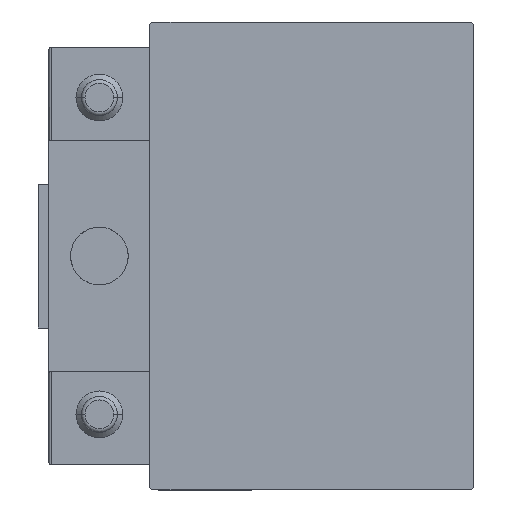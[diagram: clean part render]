
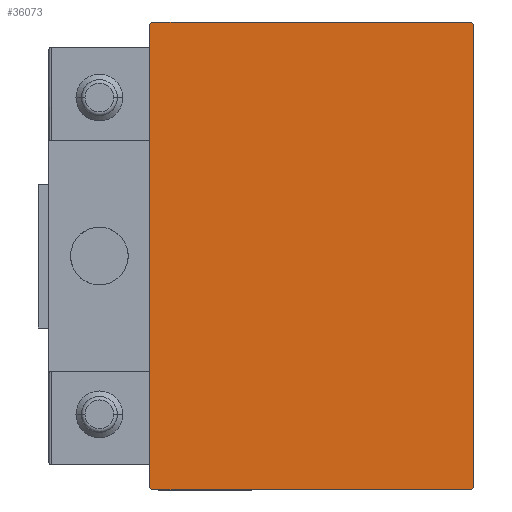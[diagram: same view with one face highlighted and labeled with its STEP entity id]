
A CAD part, left-side view. The second image highlights one B-rep face of the part: STEP entity #36073.
In plain terms, the highlighted face is planar.
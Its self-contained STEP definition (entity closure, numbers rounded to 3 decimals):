
#139 = VERTEX_POINT ( 'NONE', #37543 ) ;
#234 = VECTOR ( 'NONE', #50826, 1000. ) ;
#307 = CARTESIAN_POINT ( 'NONE',  ( 70., 22.2, 32.5 ) ) ;
#794 = CARTESIAN_POINT ( 'NONE',  ( 70., 27.35, -27.35 ) ) ;
#1218 = EDGE_CURVE ( 'NONE', #10157, #34494, #36456, .T. ) ;
#1302 = EDGE_CURVE ( 'NONE', #44417, #10251, #34587, .T. ) ;
#2261 = AXIS2_PLACEMENT_3D ( 'NONE', #5380, #21111, #9053 ) ;
#2706 = EDGE_CURVE ( 'NONE', #139, #45852, #46180, .T. ) ;
#3276 = EDGE_CURVE ( 'NONE', #34494, #139, #32156, .T. ) ;
#5380 = CARTESIAN_POINT ( 'NONE',  ( 70., 0., 0. ) ) ;
#6215 = VECTOR ( 'NONE', #8909, 1000. ) ;
#6936 = LINE ( 'NONE', #15070, #23095 ) ;
#7076 = VECTOR ( 'NONE', #31667, 1000. ) ;
#7456 = CARTESIAN_POINT ( 'NONE',  ( 70., 22.2, -32.5 ) ) ;
#7510 = EDGE_CURVE ( 'NONE', #50536, #44417, #6936, .T. ) ;
#8329 = CARTESIAN_POINT ( 'NONE',  ( 70., -22.2, 32.5 ) ) ;
#8909 = DIRECTION ( 'NONE',  ( 0., 0.707, 0.707 ) ) ;
#9053 = DIRECTION ( 'NONE',  ( 0., 0., -1. ) ) ;
#10157 = VERTEX_POINT ( 'NONE', #7456 ) ;
#10251 = VERTEX_POINT ( 'NONE', #37237 ) ;
#10769 = DIRECTION ( 'NONE',  ( 0., -0.707, 0.707 ) ) ;
#12940 = ORIENTED_EDGE ( 'NONE', *, *, #48623, .T. ) ;
#14100 = CARTESIAN_POINT ( 'NONE',  ( 70., -27.35, -27.35 ) ) ;
#15070 = CARTESIAN_POINT ( 'NONE',  ( 70., -27.35, 27.35 ) ) ;
#16859 = VECTOR ( 'NONE', #46091, 1000. ) ;
#17400 = VERTEX_POINT ( 'NONE', #31798 ) ;
#17797 = CARTESIAN_POINT ( 'NONE',  ( 70., -22.5, 32.2 ) ) ;
#19345 = CARTESIAN_POINT ( 'NONE',  ( 70., 22.5, -32.5 ) ) ;
#19612 = CARTESIAN_POINT ( 'NONE',  ( 70., -22.5, -32.5 ) ) ;
#19937 = EDGE_CURVE ( 'NONE', #10251, #17400, #37950, .T. ) ;
#20544 = ORIENTED_EDGE ( 'NONE', *, *, #2706, .T. ) ;
#21111 = DIRECTION ( 'NONE',  ( 1., 0., 0. ) ) ;
#22039 = CARTESIAN_POINT ( 'NONE',  ( 70., 27.35, 27.35 ) ) ;
#23095 = VECTOR ( 'NONE', #26863, 1000. ) ;
#23527 = DIRECTION ( 'NONE',  ( 0., 0., 1. ) ) ;
#25437 = VECTOR ( 'NONE', #10769, 1000. ) ;
#25831 = ORIENTED_EDGE ( 'NONE', *, *, #19937, .T. ) ;
#26863 = DIRECTION ( 'NONE',  ( 0., -0.707, -0.707 ) ) ;
#27191 = ORIENTED_EDGE ( 'NONE', *, *, #7510, .T. ) ;
#31667 = DIRECTION ( 'NONE',  ( 0., 0., -1. ) ) ;
#31798 = CARTESIAN_POINT ( 'NONE',  ( 70., -22.2, -32.5 ) ) ;
#32089 = ORIENTED_EDGE ( 'NONE', *, *, #1218, .T. ) ;
#32156 = LINE ( 'NONE', #19345, #48877 ) ;
#32551 = ORIENTED_EDGE ( 'NONE', *, *, #3276, .T. ) ;
#33972 = ORIENTED_EDGE ( 'NONE', *, *, #45218, .T. ) ;
#34418 = ORIENTED_EDGE ( 'NONE', *, *, #1302, .T. ) ;
#34494 = VERTEX_POINT ( 'NONE', #38583 ) ;
#34587 = LINE ( 'NONE', #39559, #7076 ) ;
#36073 = ADVANCED_FACE ( 'NONE', ( #46020 ), #41311, .T. ) ;
#36121 = VECTOR ( 'NONE', #48745, 1000. ) ;
#36456 = LINE ( 'NONE', #794, #6215 ) ;
#37237 = CARTESIAN_POINT ( 'NONE',  ( 70., -22.5, -32.2 ) ) ;
#37543 = CARTESIAN_POINT ( 'NONE',  ( 70., 22.5, 32.2 ) ) ;
#37950 = LINE ( 'NONE', #14100, #16859 ) ;
#38583 = CARTESIAN_POINT ( 'NONE',  ( 70., 22.5, -32.2 ) ) ;
#39559 = CARTESIAN_POINT ( 'NONE',  ( 70., -22.5, 32.5 ) ) ;
#39599 = EDGE_LOOP ( 'NONE', ( #12940, #32089, #32551, #20544, #33972, #27191, #34418, #25831 ) ) ;
#41311 = PLANE ( 'NONE',  #2261 ) ;
#44417 = VERTEX_POINT ( 'NONE', #17797 ) ;
#45075 = CARTESIAN_POINT ( 'NONE',  ( 70., 22.5, 32.5 ) ) ;
#45218 = EDGE_CURVE ( 'NONE', #45852, #50536, #49014, .T. ) ;
#45852 = VERTEX_POINT ( 'NONE', #307 ) ;
#46020 = FACE_OUTER_BOUND ( 'NONE', #39599, .T. ) ;
#46091 = DIRECTION ( 'NONE',  ( 0., 0.707, -0.707 ) ) ;
#46180 = LINE ( 'NONE', #22039, #25437 ) ;
#47423 = LINE ( 'NONE', #19612, #234 ) ;
#48623 = EDGE_CURVE ( 'NONE', #17400, #10157, #47423, .T. ) ;
#48745 = DIRECTION ( 'NONE',  ( 0., -1., 0. ) ) ;
#48877 = VECTOR ( 'NONE', #23527, 1000. ) ;
#49014 = LINE ( 'NONE', #45075, #36121 ) ;
#50536 = VERTEX_POINT ( 'NONE', #8329 ) ;
#50826 = DIRECTION ( 'NONE',  ( 0., 1., 0. ) ) ;
